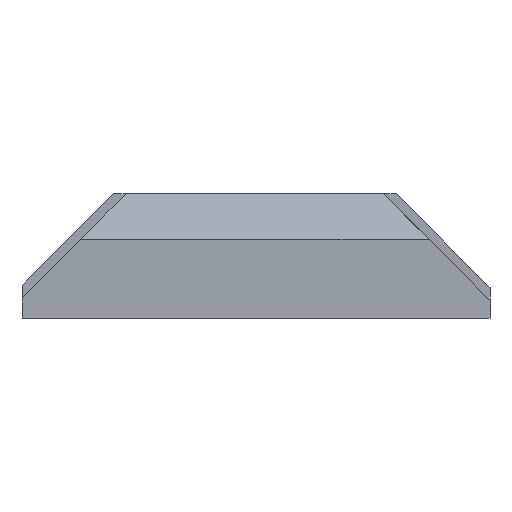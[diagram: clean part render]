
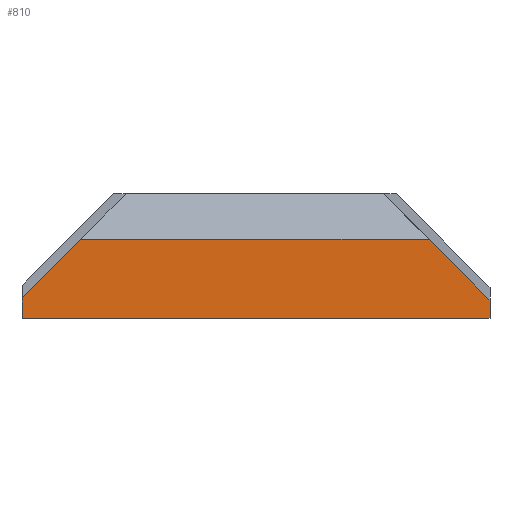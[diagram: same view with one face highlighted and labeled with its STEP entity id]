
A CAD part, front view. The second image highlights one B-rep face of the part: STEP entity #810.
In plain terms, the highlighted planar face has unit normal (0, -1, 0).
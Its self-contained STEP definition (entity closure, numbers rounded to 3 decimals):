
#752 = VERTEX_POINT('',#753);
#753 = CARTESIAN_POINT('',(87.172,-2.5,22.5));
#761 = VERTEX_POINT('',#762);
#762 = CARTESIAN_POINT('',(10.828,-2.5,22.5));
#768 = EDGE_CURVE('',#761,#752,#769,.T.);
#769 = LINE('',#770,#771);
#770 = CARTESIAN_POINT('',(8.,-2.5,22.5));
#771 = VECTOR('',#772,1.);
#772 = DIRECTION('',(1.,0.,0.));
#783 = EDGE_CURVE('',#752,#784,#786,.T.);
#784 = VERTEX_POINT('',#785);
#785 = CARTESIAN_POINT('',(100.5,-2.5,9.172));
#786 = LINE('',#787,#788);
#787 = CARTESIAN_POINT('',(59.277,-2.5,50.395));
#788 = VECTOR('',#789,1.);
#789 = DIRECTION('',(0.707,0.,-0.707));
#810 = ADVANCED_FACE('',(#811),#845,.T.);
#811 = FACE_BOUND('',#812,.T.);
#812 = EDGE_LOOP('',(#813,#814,#822,#830,#838,#844));
#813 = ORIENTED_EDGE('',*,*,#768,.F.);
#814 = ORIENTED_EDGE('',*,*,#815,.F.);
#815 = EDGE_CURVE('',#816,#761,#818,.T.);
#816 = VERTEX_POINT('',#817);
#817 = CARTESIAN_POINT('',(-2.,-2.5,9.672));
#818 = LINE('',#819,#820);
#819 = CARTESIAN_POINT('',(-7.904,-2.5,3.767));
#820 = VECTOR('',#821,1.);
#821 = DIRECTION('',(0.707,0.,0.707));
#822 = ORIENTED_EDGE('',*,*,#823,.T.);
#823 = EDGE_CURVE('',#816,#824,#826,.T.);
#824 = VERTEX_POINT('',#825);
#825 = CARTESIAN_POINT('',(-2.,-2.5,5.208));
#826 = LINE('',#827,#828);
#827 = CARTESIAN_POINT('',(-2.,-2.5,0.));
#828 = VECTOR('',#829,1.);
#829 = DIRECTION('',(0.,0.,-1.));
#830 = ORIENTED_EDGE('',*,*,#831,.F.);
#831 = EDGE_CURVE('',#832,#824,#834,.T.);
#832 = VERTEX_POINT('',#833);
#833 = CARTESIAN_POINT('',(100.5,-2.5,5.208));
#834 = LINE('',#835,#836);
#835 = CARTESIAN_POINT('',(7.5,-2.5,5.208));
#836 = VECTOR('',#837,1.);
#837 = DIRECTION('',(-1.,0.,0.));
#838 = ORIENTED_EDGE('',*,*,#839,.F.);
#839 = EDGE_CURVE('',#784,#832,#840,.T.);
#840 = LINE('',#841,#842);
#841 = CARTESIAN_POINT('',(100.5,-2.5,0.));
#842 = VECTOR('',#843,1.);
#843 = DIRECTION('',(0.,0.,-1.));
#844 = ORIENTED_EDGE('',*,*,#783,.F.);
#845 = PLANE('',#846);
#846 = AXIS2_PLACEMENT_3D('',#847,#848,#849);
#847 = CARTESIAN_POINT('',(-2.,-2.5,0.));
#848 = DIRECTION('',(0.,-1.,0.));
#849 = DIRECTION('',(1.,0.,0.));
